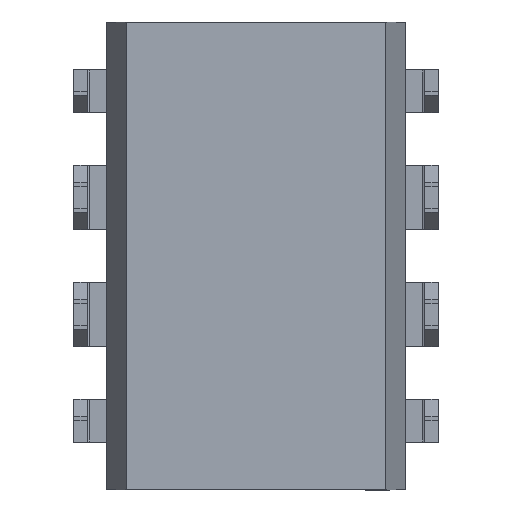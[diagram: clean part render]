
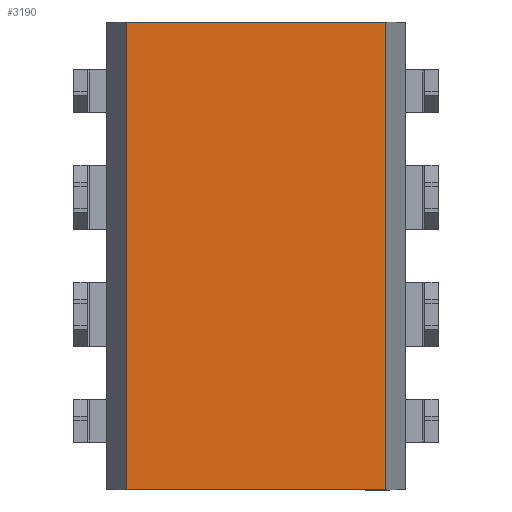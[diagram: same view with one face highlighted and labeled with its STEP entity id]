
A CAD part, front view. The second image highlights one B-rep face of the part: STEP entity #3190.
In plain terms, the highlighted planar face has unit normal (0, -1, 0).
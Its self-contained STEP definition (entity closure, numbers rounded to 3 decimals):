
#18 = DIRECTION ( 'NONE',  ( 1., 0., 0. ) ) ;
#47 = CARTESIAN_POINT ( 'NONE',  ( -5.08, 0.508, -2.818 ) ) ;
#177 = CARTESIAN_POINT ( 'NONE',  ( 5.08, 0.508, 2.818 ) ) ;
#238 = CARTESIAN_POINT ( 'NONE',  ( -5.08, 0.508, 2.818 ) ) ;
#452 = DIRECTION ( 'NONE',  ( 0., 0., -1. ) ) ;
#582 = EDGE_CURVE ( 'NONE', #2646, #1130, #1688, .T. ) ;
#788 = DIRECTION ( 'NONE',  ( 0., -1., 0. ) ) ;
#810 = ORIENTED_EDGE ( 'NONE', *, *, #2307, .F. ) ;
#863 = VECTOR ( 'NONE', #3749, 1000. ) ;
#960 = CARTESIAN_POINT ( 'NONE',  ( 5.08, 0.508, -2.818 ) ) ;
#1084 = PLANE ( 'NONE',  #2699 ) ;
#1096 = CARTESIAN_POINT ( 'NONE',  ( 0., 0.508, 0. ) ) ;
#1100 = VECTOR ( 'NONE', #18, 1000. ) ;
#1130 = VERTEX_POINT ( 'NONE', #3835 ) ;
#1307 = ORIENTED_EDGE ( 'NONE', *, *, #582, .T. ) ;
#1387 = LINE ( 'NONE', #177, #3290 ) ;
#1423 = VECTOR ( 'NONE', #2372, 1000. ) ;
#1520 = VERTEX_POINT ( 'NONE', #3469 ) ;
#1688 = LINE ( 'NONE', #960, #863 ) ;
#1870 = CARTESIAN_POINT ( 'NONE',  ( 5.08, 0.508, -2.818 ) ) ;
#2066 = CARTESIAN_POINT ( 'NONE',  ( -5.08, 0.508, -2.818 ) ) ;
#2147 = EDGE_CURVE ( 'NONE', #1520, #2646, #2301, .T. ) ;
#2286 = EDGE_CURVE ( 'NONE', #1130, #3375, #1387, .T. ) ;
#2301 = LINE ( 'NONE', #47, #1100 ) ;
#2307 = EDGE_CURVE ( 'NONE', #1520, #3375, #2347, .T. ) ;
#2347 = LINE ( 'NONE', #2066, #1423 ) ;
#2372 = DIRECTION ( 'NONE',  ( 0., 0., 1. ) ) ;
#2646 = VERTEX_POINT ( 'NONE', #1870 ) ;
#2668 = EDGE_LOOP ( 'NONE', ( #3562, #1307, #3172, #810 ) ) ;
#2699 = AXIS2_PLACEMENT_3D ( 'NONE', #1096, #788, #452 ) ;
#2967 = DIRECTION ( 'NONE',  ( -1., 0., 0. ) ) ;
#3172 = ORIENTED_EDGE ( 'NONE', *, *, #2286, .T. ) ;
#3190 = ADVANCED_FACE ( 'NONE', ( #3265 ), #1084, .T. ) ;
#3265 = FACE_OUTER_BOUND ( 'NONE', #2668, .T. ) ;
#3290 = VECTOR ( 'NONE', #2967, 1000. ) ;
#3375 = VERTEX_POINT ( 'NONE', #238 ) ;
#3469 = CARTESIAN_POINT ( 'NONE',  ( -5.08, 0.508, -2.818 ) ) ;
#3562 = ORIENTED_EDGE ( 'NONE', *, *, #2147, .T. ) ;
#3749 = DIRECTION ( 'NONE',  ( 0., 0., 1. ) ) ;
#3835 = CARTESIAN_POINT ( 'NONE',  ( 5.08, 0.508, 2.818 ) ) ;
